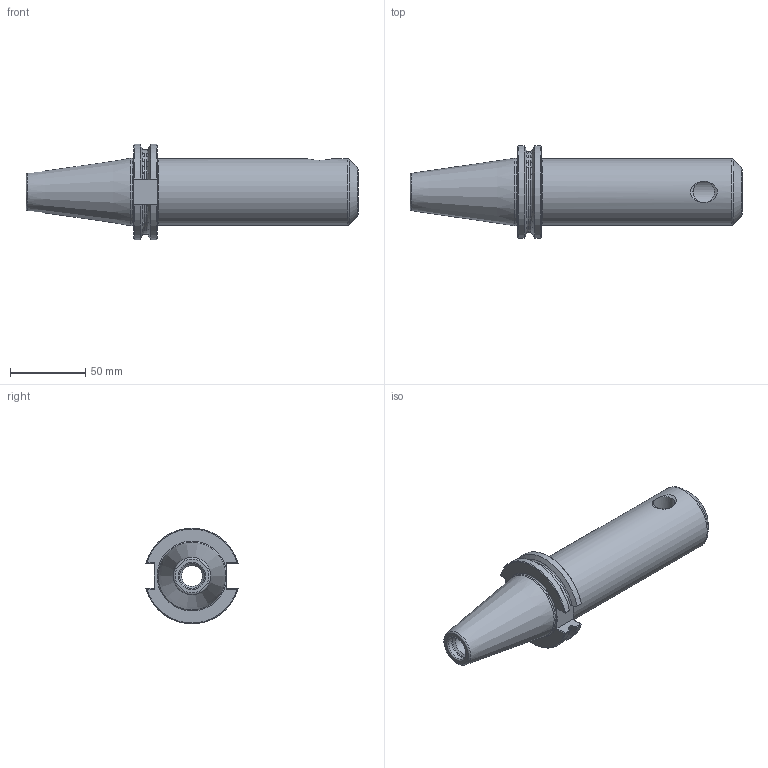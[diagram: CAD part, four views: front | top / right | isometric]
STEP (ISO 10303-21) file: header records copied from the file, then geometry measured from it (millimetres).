
FILE_DESCRIPTION(/* description */ (''),/* implementation_level */ '2;1');
FILE_NAME(/* name */ 'CAT40-EM075-0600J.stp',/* time_stamp */ '2019-03-08T14:00:13-06:00',/* author */ ('Lee'),/* organization */ ('Pioneer N.A.'),/* preprocessor_version */ 'ST-DEVELOPER v17',/* originating_system */ 'Autodesk Inventor LT',/* authorisation */ '');
FILE_SCHEMA (('AUTOMOTIVE_DESIGN { 1 0 10303 214 3 1 1 }'));
Length unit declared in the file: millimetre
Products named in the file (1): CAT40-EM075-0600J
Bounding box: 220.65 x 61.16 x 63.31 mm (x, y, z)
Volume: 266050.5 mm3; surface area: 47004.2 mm2
Topology: 1 solids, 1 shells, 79 faces, 257 edges, 178 vertices
Faces by surface type: plane 31, cylinder 17, cone 16, torus 15
Full cylindrical faces by diameter (mm): 3 x2, 10 x1, 14 x1, 14.351 x1, 16.3 x1, 16.5 x1, 19.05 x1, 20.05 x1, 44.45 x1, 44.8 x1
Entity records: 3129 total; most frequent: CARTESIAN_POINT 831, ORIENTED_EDGE 514, DIRECTION 474, EDGE_CURVE 257, AXIS2_PLACEMENT_3D 195, VERTEX_POINT 178, CIRCLE 115, EDGE_LOOP 85
